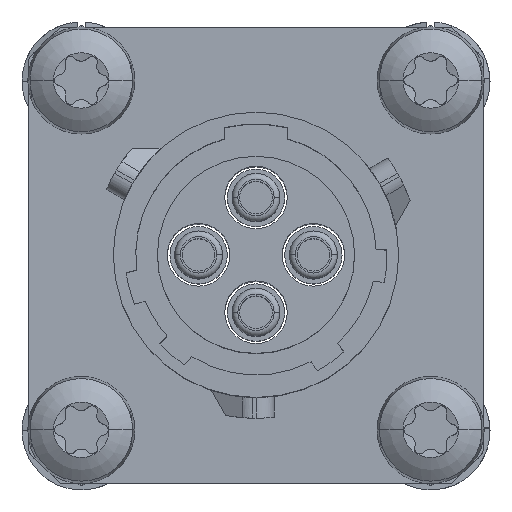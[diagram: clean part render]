
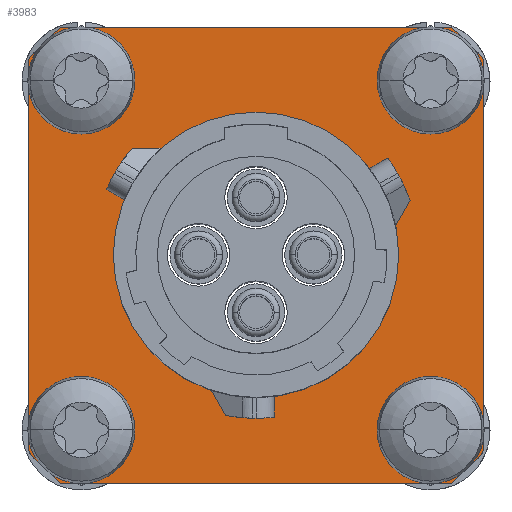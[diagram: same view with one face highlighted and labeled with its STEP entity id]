
A CAD part, top view. The second image highlights one B-rep face of the part: STEP entity #3983.
In plain terms, the highlighted planar face has unit normal (0, 0, 1).
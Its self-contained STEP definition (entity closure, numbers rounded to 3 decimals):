
#2245=CARTESIAN_POINT('',(-7.58,9.13,21.6));
#2246=VERTEX_POINT('',#2245);
#2262=CARTESIAN_POINT('',(-10.68,9.13,21.6));
#2263=VERTEX_POINT('',#2262);
#2270=CARTESIAN_POINT('',(-9.13,9.13,21.6));
#2271=DIRECTION('',(0.0,0.0,1.0));
#2272=DIRECTION('',(-1.0,0.0,0.0));
#2273=AXIS2_PLACEMENT_3D('',#2270,#2271,#2272);
#2274=CIRCLE('',#2273,1.55);
#2275=EDGE_CURVE('',#2263,#2246,#2274,.T.);
#2287=CARTESIAN_POINT('',(-7.58,-9.13,21.6));
#2288=VERTEX_POINT('',#2287);
#2304=CARTESIAN_POINT('',(-10.68,-9.13,21.6));
#2305=VERTEX_POINT('',#2304);
#2312=CARTESIAN_POINT('',(-9.13,-9.13,21.6));
#2313=DIRECTION('',(0.0,0.0,1.0));
#2314=DIRECTION('',(-1.0,0.0,0.0));
#2315=AXIS2_PLACEMENT_3D('',#2312,#2313,#2314);
#2316=CIRCLE('',#2315,1.55);
#2317=EDGE_CURVE('',#2305,#2288,#2316,.T.);
#2329=CARTESIAN_POINT('',(10.68,-9.13,21.6));
#2330=VERTEX_POINT('',#2329);
#2346=CARTESIAN_POINT('',(7.58,-9.13,21.6));
#2347=VERTEX_POINT('',#2346);
#2354=CARTESIAN_POINT('',(9.13,-9.13,21.6));
#2355=DIRECTION('',(0.0,0.0,1.0));
#2356=DIRECTION('',(-1.0,0.0,0.0));
#2357=AXIS2_PLACEMENT_3D('',#2354,#2355,#2356);
#2358=CIRCLE('',#2357,1.55);
#2359=EDGE_CURVE('',#2347,#2330,#2358,.T.);
#2371=CARTESIAN_POINT('',(10.68,9.13,21.6));
#2372=VERTEX_POINT('',#2371);
#2388=CARTESIAN_POINT('',(7.58,9.13,21.6));
#2389=VERTEX_POINT('',#2388);
#2396=CARTESIAN_POINT('',(9.13,9.13,21.6));
#2397=DIRECTION('',(0.0,0.0,1.0));
#2398=DIRECTION('',(-1.0,0.0,0.0));
#2399=AXIS2_PLACEMENT_3D('',#2396,#2397,#2398);
#2400=CIRCLE('',#2399,1.55);
#2401=EDGE_CURVE('',#2389,#2372,#2400,.T.);
#2897=CARTESIAN_POINT('',(-7.455,0.,21.6));
#2898=VERTEX_POINT('',#2897);
#2907=CARTESIAN_POINT('',(7.455,0.,21.6));
#2908=VERTEX_POINT('',#2907);
#2909=CARTESIAN_POINT('',(0.,0.,21.6));
#2910=DIRECTION('',(0.0,0.0,-1.0));
#2911=DIRECTION('',(1.0,0.0,0.0));
#2912=AXIS2_PLACEMENT_3D('',#2909,#2910,#2911);
#2913=CIRCLE('',#2912,7.455);
#2914=EDGE_CURVE('',#2908,#2898,#2913,.T.);
#3480=CARTESIAN_POINT('',(0.,0.,21.6));
#3481=DIRECTION('',(0.0,0.0,-1.0));
#3482=DIRECTION('',(1.0,0.0,0.0));
#3483=AXIS2_PLACEMENT_3D('',#3480,#3481,#3482);
#3484=CIRCLE('',#3483,7.455);
#3485=EDGE_CURVE('',#2898,#2908,#3484,.T.);
#3864=CARTESIAN_POINT('',(13.101,-13.101,21.6));
#3865=DIRECTION('',(0.0,0.0,-1.0));
#3866=DIRECTION('',(-1.0,0.0,0.0));
#3867=AXIS2_PLACEMENT_3D('',#3864,#3865,#3866);
#3868=PLANE('',#3867);
#3869=CARTESIAN_POINT('',(-11.91,10.229,21.6));
#3870=VERTEX_POINT('',#3869);
#3871=CARTESIAN_POINT('',(-10.229,11.91,21.6));
#3872=VERTEX_POINT('',#3871);
#3873=CARTESIAN_POINT('',(0.,0.,21.6));
#3874=DIRECTION('',(0.0,0.0,-1.0));
#3875=DIRECTION('',(-0.759,0.652,0.0));
#3876=AXIS2_PLACEMENT_3D('',#3873,#3874,#3875);
#3877=CIRCLE('',#3876,15.7);
#3878=EDGE_CURVE('',#3870,#3872,#3877,.T.);
#3879=ORIENTED_EDGE('',*,*,#3878,.F.);
#3880=CARTESIAN_POINT('',(-11.91,-10.229,21.6));
#3881=VERTEX_POINT('',#3880);
#3882=CARTESIAN_POINT('',(-11.91,-10.229,21.6));
#3883=DIRECTION('',(0.0,1.0,0.0));
#3884=VECTOR('',#3883,20.459);
#3885=LINE('',#3882,#3884);
#3886=EDGE_CURVE('',#3881,#3870,#3885,.T.);
#3887=ORIENTED_EDGE('',*,*,#3886,.F.);
#3888=CARTESIAN_POINT('',(-10.229,-11.91,21.6));
#3889=VERTEX_POINT('',#3888);
#3890=CARTESIAN_POINT('',(0.,0.,21.6));
#3891=DIRECTION('',(0.0,0.0,-1.0));
#3892=DIRECTION('',(-0.652,-0.759,0.0));
#3893=AXIS2_PLACEMENT_3D('',#3890,#3891,#3892);
#3894=CIRCLE('',#3893,15.7);
#3895=EDGE_CURVE('',#3889,#3881,#3894,.T.);
#3896=ORIENTED_EDGE('',*,*,#3895,.F.);
#3897=CARTESIAN_POINT('',(10.229,-11.91,21.6));
#3898=VERTEX_POINT('',#3897);
#3899=CARTESIAN_POINT('',(10.229,-11.91,21.6));
#3900=DIRECTION('',(-1.0,0.0,0.0));
#3901=VECTOR('',#3900,20.459);
#3902=LINE('',#3899,#3901);
#3903=EDGE_CURVE('',#3898,#3889,#3902,.T.);
#3904=ORIENTED_EDGE('',*,*,#3903,.F.);
#3905=CARTESIAN_POINT('',(11.91,-10.229,21.6));
#3906=VERTEX_POINT('',#3905);
#3907=CARTESIAN_POINT('',(0.,0.,21.6));
#3908=DIRECTION('',(0.0,0.0,-1.0));
#3909=DIRECTION('',(0.759,-0.652,0.0));
#3910=AXIS2_PLACEMENT_3D('',#3907,#3908,#3909);
#3911=CIRCLE('',#3910,15.7);
#3912=EDGE_CURVE('',#3906,#3898,#3911,.T.);
#3913=ORIENTED_EDGE('',*,*,#3912,.F.);
#3914=CARTESIAN_POINT('',(11.91,10.229,21.6));
#3915=VERTEX_POINT('',#3914);
#3916=CARTESIAN_POINT('',(11.91,10.229,21.6));
#3917=DIRECTION('',(0.0,-1.0,0.0));
#3918=VECTOR('',#3917,20.459);
#3919=LINE('',#3916,#3918);
#3920=EDGE_CURVE('',#3915,#3906,#3919,.T.);
#3921=ORIENTED_EDGE('',*,*,#3920,.F.);
#3922=CARTESIAN_POINT('',(10.229,11.91,21.6));
#3923=VERTEX_POINT('',#3922);
#3924=CARTESIAN_POINT('',(0.,0.,21.6));
#3925=DIRECTION('',(0.0,0.0,-1.0));
#3926=DIRECTION('',(0.652,0.759,0.0));
#3927=AXIS2_PLACEMENT_3D('',#3924,#3925,#3926);
#3928=CIRCLE('',#3927,15.7);
#3929=EDGE_CURVE('',#3923,#3915,#3928,.T.);
#3930=ORIENTED_EDGE('',*,*,#3929,.F.);
#3931=CARTESIAN_POINT('',(-10.229,11.91,21.6));
#3932=DIRECTION('',(1.0,0.0,0.0));
#3933=VECTOR('',#3932,20.459);
#3934=LINE('',#3931,#3933);
#3935=EDGE_CURVE('',#3872,#3923,#3934,.T.);
#3936=ORIENTED_EDGE('',*,*,#3935,.F.);
#3937=EDGE_LOOP('',(#3879,#3887,#3896,#3904,#3913,#3921,#3930,#3936));
#3938=FACE_OUTER_BOUND('',#3937,.T.);
#3939=ORIENTED_EDGE('',*,*,#2914,.T.);
#3940=ORIENTED_EDGE('',*,*,#3485,.T.);
#3941=EDGE_LOOP('',(#3939,#3940));
#3942=FACE_BOUND('',#3941,.T.);
#3943=ORIENTED_EDGE('',*,*,#2401,.F.);
#3944=CARTESIAN_POINT('',(9.13,9.13,21.6));
#3945=DIRECTION('',(0.0,0.0,1.0));
#3946=DIRECTION('',(-1.0,0.0,0.0));
#3947=AXIS2_PLACEMENT_3D('',#3944,#3945,#3946);
#3948=CIRCLE('',#3947,1.55);
#3949=EDGE_CURVE('',#2372,#2389,#3948,.T.);
#3950=ORIENTED_EDGE('',*,*,#3949,.F.);
#3951=EDGE_LOOP('',(#3943,#3950));
#3952=FACE_BOUND('',#3951,.T.);
#3953=ORIENTED_EDGE('',*,*,#2359,.F.);
#3954=CARTESIAN_POINT('',(9.13,-9.13,21.6));
#3955=DIRECTION('',(0.0,0.0,1.0));
#3956=DIRECTION('',(-1.0,0.0,0.0));
#3957=AXIS2_PLACEMENT_3D('',#3954,#3955,#3956);
#3958=CIRCLE('',#3957,1.55);
#3959=EDGE_CURVE('',#2330,#2347,#3958,.T.);
#3960=ORIENTED_EDGE('',*,*,#3959,.F.);
#3961=EDGE_LOOP('',(#3953,#3960));
#3962=FACE_BOUND('',#3961,.T.);
#3963=ORIENTED_EDGE('',*,*,#2317,.F.);
#3964=CARTESIAN_POINT('',(-9.13,-9.13,21.6));
#3965=DIRECTION('',(0.0,0.0,1.0));
#3966=DIRECTION('',(-1.0,0.0,0.0));
#3967=AXIS2_PLACEMENT_3D('',#3964,#3965,#3966);
#3968=CIRCLE('',#3967,1.55);
#3969=EDGE_CURVE('',#2288,#2305,#3968,.T.);
#3970=ORIENTED_EDGE('',*,*,#3969,.F.);
#3971=EDGE_LOOP('',(#3963,#3970));
#3972=FACE_BOUND('',#3971,.T.);
#3973=ORIENTED_EDGE('',*,*,#2275,.F.);
#3974=CARTESIAN_POINT('',(-9.13,9.13,21.6));
#3975=DIRECTION('',(0.0,0.0,1.0));
#3976=DIRECTION('',(-1.0,0.0,0.0));
#3977=AXIS2_PLACEMENT_3D('',#3974,#3975,#3976);
#3978=CIRCLE('',#3977,1.55);
#3979=EDGE_CURVE('',#2246,#2263,#3978,.T.);
#3980=ORIENTED_EDGE('',*,*,#3979,.F.);
#3981=EDGE_LOOP('',(#3973,#3980));
#3982=FACE_BOUND('',#3981,.T.);
#3983=ADVANCED_FACE('',(#3938,#3942,#3952,#3962,#3972,#3982),#3868,.F.);
